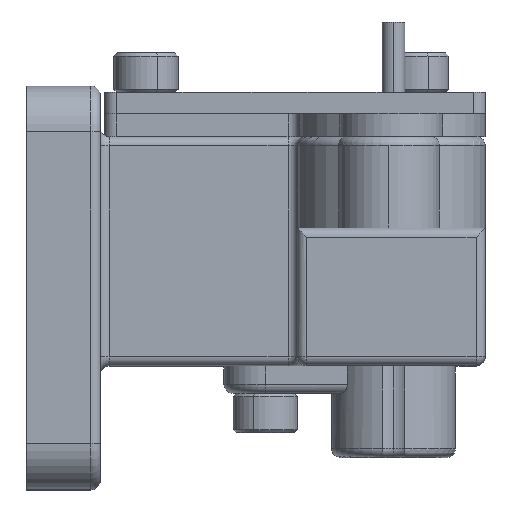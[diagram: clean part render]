
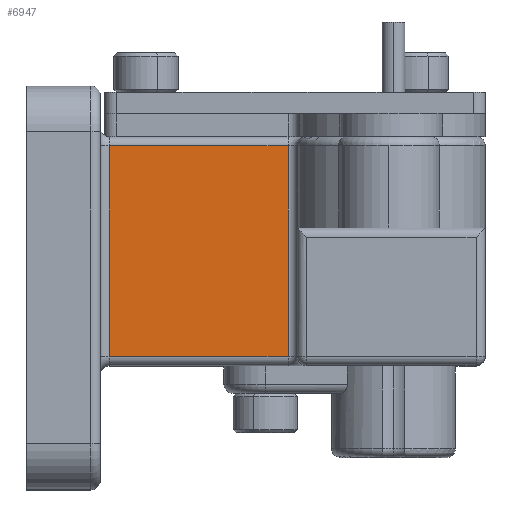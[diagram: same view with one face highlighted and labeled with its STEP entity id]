
A CAD part, top view. The second image highlights one B-rep face of the part: STEP entity #6947.
In plain terms, the highlighted planar face has unit normal (0, 0, 1).
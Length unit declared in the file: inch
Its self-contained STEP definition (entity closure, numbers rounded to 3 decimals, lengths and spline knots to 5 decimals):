
#378 = LINE ( 'NONE', #3271, #4046 ) ;
#547 = ORIENTED_EDGE ( 'NONE', *, *, #3049, .T. ) ;
#633 = FACE_OUTER_BOUND ( 'NONE', #2096, .T. ) ;
#753 = LINE ( 'NONE', #5978, #7806 ) ;
#925 = VERTEX_POINT ( 'NONE', #7104 ) ;
#1207 = DIRECTION ( 'NONE',  ( 0., 1., 0. ) ) ;
#1318 = DIRECTION ( 'NONE',  ( 0., 1., 0. ) ) ;
#1475 = CARTESIAN_POINT ( 'NONE',  ( -0.47339, -0.13319, 0.24452 ) ) ;
#1756 = EDGE_CURVE ( 'NONE', #6801, #9260, #8756, .T. ) ;
#2096 = EDGE_LOOP ( 'NONE', ( #5282, #4932, #2334, #547 ) ) ;
#2114 = CARTESIAN_POINT ( 'NONE',  ( -0.08339, 0.34681, 0.24452 ) ) ;
#2334 = ORIENTED_EDGE ( 'NONE', *, *, #1756, .T. ) ;
#2402 = VECTOR ( 'NONE', #7620, 39.37008 ) ;
#2512 = CARTESIAN_POINT ( 'NONE',  ( -0.47339, 0.34681, 0.24452 ) ) ;
#2836 = EDGE_CURVE ( 'NONE', #8420, #6801, #378, .T. ) ;
#3049 = EDGE_CURVE ( 'NONE', #9260, #925, #753, .T. ) ;
#3271 = CARTESIAN_POINT ( 'NONE',  ( 0.34661, -0.13319, 0.24452 ) ) ;
#3895 = EDGE_CURVE ( 'NONE', #925, #8420, #4396, .T. ) ;
#4046 = VECTOR ( 'NONE', #4851, 39.37008 ) ;
#4240 = PLANE ( 'NONE',  #9701 ) ;
#4396 = LINE ( 'NONE', #2512, #2402 ) ;
#4785 = VECTOR ( 'NONE', #1318, 39.37008 ) ;
#4851 = DIRECTION ( 'NONE',  ( 1., 0., 0. ) ) ;
#4932 = ORIENTED_EDGE ( 'NONE', *, *, #2836, .T. ) ;
#5282 = ORIENTED_EDGE ( 'NONE', *, *, #3895, .T. ) ;
#5978 = CARTESIAN_POINT ( 'NONE',  ( 0.34661, 0.32681, 0.24452 ) ) ;
#6801 = VERTEX_POINT ( 'NONE', #7848 ) ;
#6947 = ADVANCED_FACE ( 'NONE', ( #633 ), #4240, .F. ) ;
#7104 = CARTESIAN_POINT ( 'NONE',  ( -0.47339, 0.32681, 0.24452 ) ) ;
#7422 = DIRECTION ( 'NONE',  ( -1., 0., 0. ) ) ;
#7620 = DIRECTION ( 'NONE',  ( 0., -1., 0. ) ) ;
#7806 = VECTOR ( 'NONE', #7422, 39.37008 ) ;
#7848 = CARTESIAN_POINT ( 'NONE',  ( -0.08339, -0.13319, 0.24452 ) ) ;
#7952 = DIRECTION ( 'NONE',  ( 0., 0., -1. ) ) ;
#8420 = VERTEX_POINT ( 'NONE', #1475 ) ;
#8756 = LINE ( 'NONE', #2114, #4785 ) ;
#9260 = VERTEX_POINT ( 'NONE', #9543 ) ;
#9368 = CARTESIAN_POINT ( 'NONE',  ( 0.34661, 0.34681, 0.24452 ) ) ;
#9543 = CARTESIAN_POINT ( 'NONE',  ( -0.08339, 0.32681, 0.24452 ) ) ;
#9701 = AXIS2_PLACEMENT_3D ( 'NONE', #9368, #7952, #1207 ) ;
